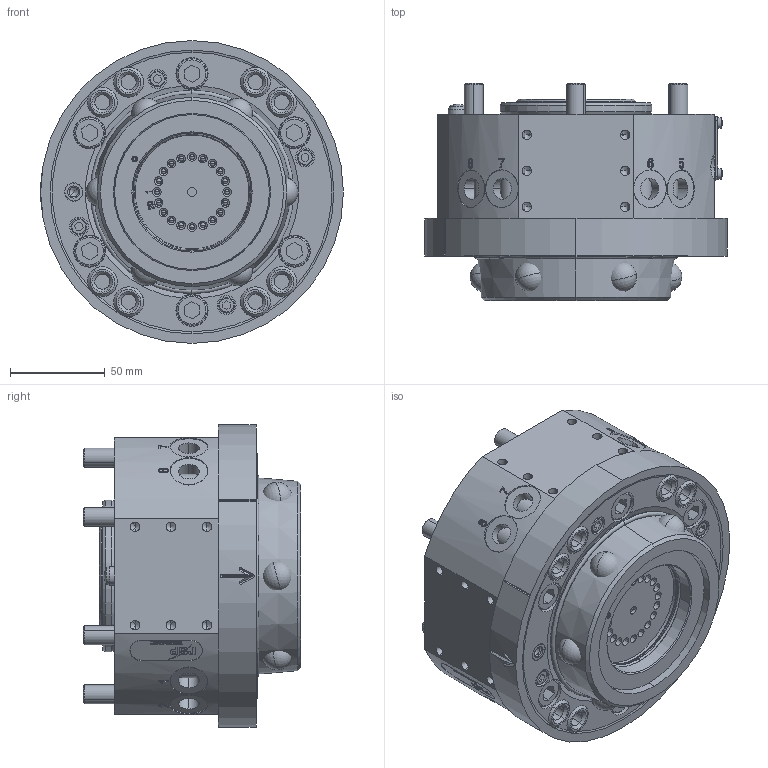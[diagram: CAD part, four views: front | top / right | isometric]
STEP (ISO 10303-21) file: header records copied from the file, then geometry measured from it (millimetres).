
FILE_DESCRIPTION (( 'STEP AP203' ), '1' );
FILE_NAME ('P6411.STEP', '2018-11-29T09:02:53', ( '' ), ( '' ), 'SwSTEP 2.0', 'SolidWorks 2017', '' );
FILE_SCHEMA (( 'CONFIG_CONTROL_DESIGN' ));
Length unit declared in the file: millimetre
Products named in the file (1): P6411
Bounding box: 160 x 114.8 x 160 mm (x, y, z)
Volume: 1748359.1 mm3; surface area: 263519.3 mm2
Topology: 64 solids, 88 shells, 1665 faces, 4047 edges, 2582 vertices
Faces by surface type: plane 575, cylinder 511, cone 244, bspline 229, sphere 62, torus 44
Entity records: 62352 total; most frequent: CARTESIAN_POINT 25072, ORIENTED_EDGE 7714, DIRECTION 7288, EDGE_CURVE 3857, AXIS2_PLACEMENT_3D 2668, VERTEX_POINT 2504, LINE 1952, VECTOR 1952
